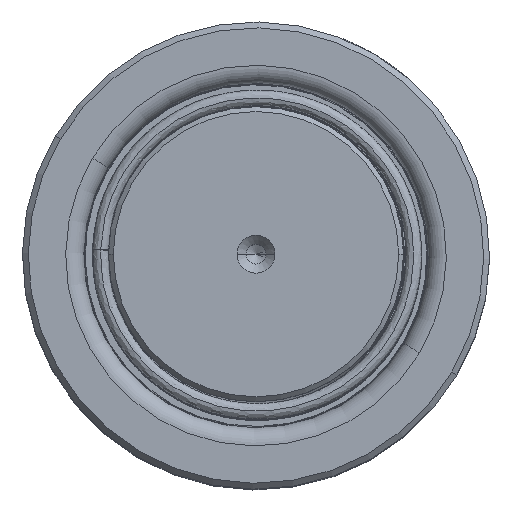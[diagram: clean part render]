
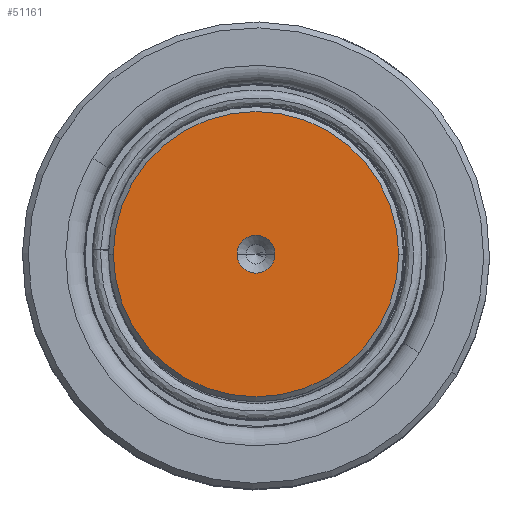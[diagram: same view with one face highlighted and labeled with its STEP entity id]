
A CAD part, top view. The second image highlights one B-rep face of the part: STEP entity #51161.
In plain terms, the highlighted planar face has unit normal (0, 0, 1).
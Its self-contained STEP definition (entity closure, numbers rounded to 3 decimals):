
#717 = CARTESIAN_POINT ( 'NONE',  ( 0., 0., 260. ) ) ;
#1666 = AXIS2_PLACEMENT_3D ( 'NONE', #717, #54023, #22844 ) ;
#6162 = CARTESIAN_POINT ( 'NONE',  ( 29.016, 0., 260. ) ) ;
#7995 = DIRECTION ( 'NONE',  ( 0., 0., 1. ) ) ;
#8268 = AXIS2_PLACEMENT_3D ( 'NONE', #51900, #38197, #25682 ) ;
#9228 = CARTESIAN_POINT ( 'NONE',  ( -29.016, 0., 260. ) ) ;
#10146 = CIRCLE ( 'NONE', #1666, 3.85 ) ;
#10642 = DIRECTION ( 'NONE',  ( 0., 0., 1. ) ) ;
#11873 = ORIENTED_EDGE ( 'NONE', *, *, #30422, .F. ) ;
#12426 = CARTESIAN_POINT ( 'NONE',  ( 0., 0., 260. ) ) ;
#15462 = CARTESIAN_POINT ( 'NONE',  ( 0., 0., 260. ) ) ;
#15614 = CIRCLE ( 'NONE', #21991, 3.85 ) ;
#16132 = EDGE_CURVE ( 'NONE', #52722, #21990, #46017, .T. ) ;
#16383 = ORIENTED_EDGE ( 'NONE', *, *, #33498, .F. ) ;
#17448 = ORIENTED_EDGE ( 'NONE', *, *, #50409, .T. ) ;
#19491 = DIRECTION ( 'NONE',  ( 1., 0., 0. ) ) ;
#21085 = PLANE ( 'NONE',  #8268 ) ;
#21990 = VERTEX_POINT ( 'NONE', #6162 ) ;
#21991 = AXIS2_PLACEMENT_3D ( 'NONE', #15462, #10642, #19491 ) ;
#22844 = DIRECTION ( 'NONE',  ( 1., 0., 0. ) ) ;
#23863 = VERTEX_POINT ( 'NONE', #24861 ) ;
#24861 = CARTESIAN_POINT ( 'NONE',  ( -3.85, 0., 260. ) ) ;
#25163 = CIRCLE ( 'NONE', #28143, 29.016 ) ;
#25682 = DIRECTION ( 'NONE',  ( 1., 0., 0. ) ) ;
#27252 = CARTESIAN_POINT ( 'NONE',  ( 3.85, 0., 260. ) ) ;
#28143 = AXIS2_PLACEMENT_3D ( 'NONE', #49849, #36760, #40810 ) ;
#30422 = EDGE_CURVE ( 'NONE', #23863, #31650, #10146, .T. ) ;
#31650 = VERTEX_POINT ( 'NONE', #27252 ) ;
#33498 = EDGE_CURVE ( 'NONE', #31650, #23863, #15614, .T. ) ;
#33870 = EDGE_LOOP ( 'NONE', ( #48722, #17448 ) ) ;
#35952 = AXIS2_PLACEMENT_3D ( 'NONE', #12426, #7995, #47673 ) ;
#36760 = DIRECTION ( 'NONE',  ( 0., 0., 1. ) ) ;
#38197 = DIRECTION ( 'NONE',  ( 0., 0., 1. ) ) ;
#40810 = DIRECTION ( 'NONE',  ( 1., 0., 0. ) ) ;
#46017 = CIRCLE ( 'NONE', #35952, 29.016 ) ;
#47673 = DIRECTION ( 'NONE',  ( 1., 0., 0. ) ) ;
#48722 = ORIENTED_EDGE ( 'NONE', *, *, #16132, .T. ) ;
#49607 = EDGE_LOOP ( 'NONE', ( #16383, #11873 ) ) ;
#49849 = CARTESIAN_POINT ( 'NONE',  ( 0., 0., 260. ) ) ;
#50409 = EDGE_CURVE ( 'NONE', #21990, #52722, #25163, .T. ) ;
#51161 = ADVANCED_FACE ( 'NONE', ( #54163, #56185 ), #21085, .T. ) ;
#51900 = CARTESIAN_POINT ( 'NONE',  ( 0., 0., 260. ) ) ;
#52722 = VERTEX_POINT ( 'NONE', #9228 ) ;
#54023 = DIRECTION ( 'NONE',  ( 0., 0., 1. ) ) ;
#54163 = FACE_BOUND ( 'NONE', #49607, .T. ) ;
#56185 = FACE_OUTER_BOUND ( 'NONE', #33870, .T. ) ;
